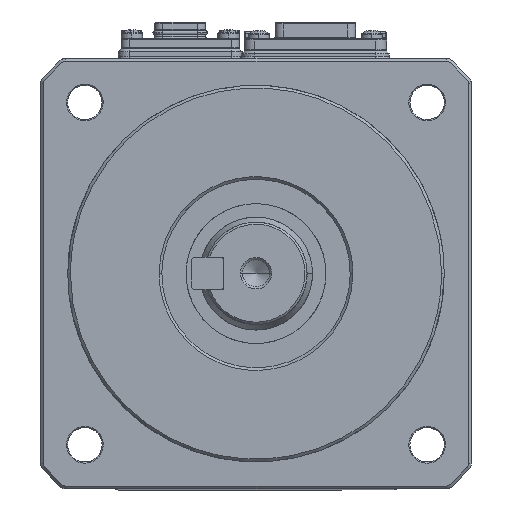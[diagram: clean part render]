
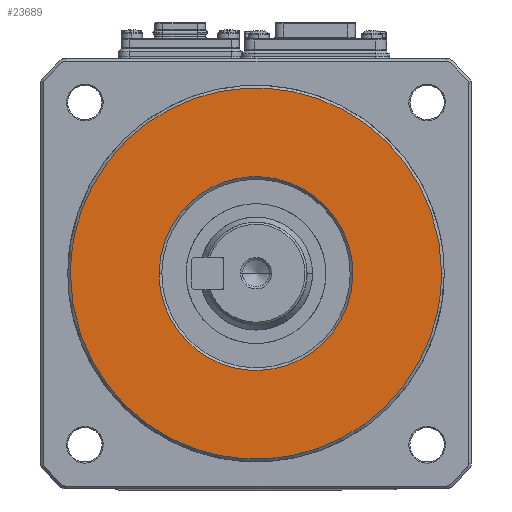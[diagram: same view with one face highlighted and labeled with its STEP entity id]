
A CAD part, top view. The second image highlights one B-rep face of the part: STEP entity #23689.
In plain terms, the highlighted free-form (B-spline) face has degree [1, 1] with [2, 2] control points.
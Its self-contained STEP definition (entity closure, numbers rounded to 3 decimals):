
#21574 = EDGE_CURVE('',#21575,#21577,#21579,.T.);
#21575 = VERTEX_POINT('',#21576);
#21576 = CARTESIAN_POINT('',(35.357,0.,
    3.074));
#21577 = VERTEX_POINT('',#21578);
#21578 = CARTESIAN_POINT('',(-35.357,0.,3.074));
#21579 = ( BOUNDED_CURVE() B_SPLINE_CURVE(2,(#21580,#21581,#21582,#21583
,#21584),.UNSPECIFIED.,.F.,.F.) B_SPLINE_CURVE_WITH_KNOTS((3,2,3),(0.,
1.571,3.142),.PIECEWISE_BEZIER_KNOTS.) CURVE() 
GEOMETRIC_REPRESENTATION_ITEM() RATIONAL_B_SPLINE_CURVE((1.,
0.707,1.,0.707,1.)) REPRESENTATION_ITEM('') );
#21580 = CARTESIAN_POINT('',(35.357,0.,3.074));
#21581 = CARTESIAN_POINT('',(35.357,35.357,
    3.074));
#21582 = CARTESIAN_POINT('',(0.,35.357,
    3.074));
#21583 = CARTESIAN_POINT('',(-35.357,35.357,
    3.074));
#21584 = CARTESIAN_POINT('',(-35.357,0.,
    3.074));
#21625 = VERTEX_POINT('',#21626);
#21626 = CARTESIAN_POINT('',(18.447,0.,3.074));
#21631 = EDGE_CURVE('',#21625,#21632,#21634,.T.);
#21632 = VERTEX_POINT('',#21633);
#21633 = CARTESIAN_POINT('',(-18.447,0.,
    3.074));
#21634 = ( BOUNDED_CURVE() B_SPLINE_CURVE(2,(#21635,#21636,#21637,#21638
,#21639),.UNSPECIFIED.,.F.,.F.) B_SPLINE_CURVE_WITH_KNOTS((3,2,3),(0.,
1.571,3.142),.PIECEWISE_BEZIER_KNOTS.) CURVE() 
GEOMETRIC_REPRESENTATION_ITEM() RATIONAL_B_SPLINE_CURVE((1.,
0.707,1.,0.707,1.)) REPRESENTATION_ITEM('') );
#21635 = CARTESIAN_POINT('',(18.447,0.,3.074));
#21636 = CARTESIAN_POINT('',(18.447,-18.447,
    3.074));
#21637 = CARTESIAN_POINT('',(0.,-18.447,
    3.074));
#21638 = CARTESIAN_POINT('',(-18.447,-18.447,
    3.074));
#21639 = CARTESIAN_POINT('',(-18.447,0.,
    3.074));
#23689 = ADVANCED_FACE('',(#23690,#23701),#23712,.T.);
#23690 = FACE_BOUND('',#23691,.T.);
#23691 = EDGE_LOOP('',(#23692,#23693));
#23692 = ORIENTED_EDGE('',*,*,#21631,.T.);
#23693 = ORIENTED_EDGE('',*,*,#23694,.T.);
#23694 = EDGE_CURVE('',#21632,#21625,#23695,.T.);
#23695 = ( BOUNDED_CURVE() B_SPLINE_CURVE(2,(#23696,#23697,#23698,#23699
,#23700),.UNSPECIFIED.,.F.,.F.) B_SPLINE_CURVE_WITH_KNOTS((3,2,3),(
    3.142,4.712,6.283),
.PIECEWISE_BEZIER_KNOTS.) CURVE() GEOMETRIC_REPRESENTATION_ITEM() 
RATIONAL_B_SPLINE_CURVE((1.,0.707,1.,0.707,1.)) 
REPRESENTATION_ITEM('') );
#23696 = CARTESIAN_POINT('',(-18.447,0.,
    3.074));
#23697 = CARTESIAN_POINT('',(-18.447,18.447,
    3.074));
#23698 = CARTESIAN_POINT('',(0.,18.447,
    3.074));
#23699 = CARTESIAN_POINT('',(18.447,18.447,
    3.074));
#23700 = CARTESIAN_POINT('',(18.447,0.,
    3.074));
#23701 = FACE_BOUND('',#23702,.T.);
#23702 = EDGE_LOOP('',(#23703,#23711));
#23703 = ORIENTED_EDGE('',*,*,#23704,.T.);
#23704 = EDGE_CURVE('',#21577,#21575,#23705,.T.);
#23705 = ( BOUNDED_CURVE() B_SPLINE_CURVE(2,(#23706,#23707,#23708,#23709
,#23710),.UNSPECIFIED.,.F.,.F.) B_SPLINE_CURVE_WITH_KNOTS((3,2,3),(
    3.142,4.712,6.283),
.PIECEWISE_BEZIER_KNOTS.) CURVE() GEOMETRIC_REPRESENTATION_ITEM() 
RATIONAL_B_SPLINE_CURVE((1.,0.707,1.,0.707,1.)) 
REPRESENTATION_ITEM('') );
#23706 = CARTESIAN_POINT('',(-35.357,0.,
    3.074));
#23707 = CARTESIAN_POINT('',(-35.357,-35.357,
    3.074));
#23708 = CARTESIAN_POINT('',(0.,-35.357,
    3.074));
#23709 = CARTESIAN_POINT('',(35.357,-35.357,
    3.074));
#23710 = CARTESIAN_POINT('',(35.357,0.,
    3.074));
#23711 = ORIENTED_EDGE('',*,*,#21574,.T.);
#23712 = B_SPLINE_SURFACE_WITH_KNOTS('',1,1,(
    (#23713,#23714)
    ,(#23715,#23716
  )),.UNSPECIFIED.,.F.,.F.,.F.,(2,2),(2,2),(-34.5,34.5),(-34.5,34.5),
  .PIECEWISE_BEZIER_KNOTS.);
#23713 = CARTESIAN_POINT('',(-35.357,-35.357,
    3.074));
#23714 = CARTESIAN_POINT('',(-35.357,35.357,
    3.074));
#23715 = CARTESIAN_POINT('',(35.357,-35.357,
    3.074));
#23716 = CARTESIAN_POINT('',(35.357,35.357,
    3.074));
